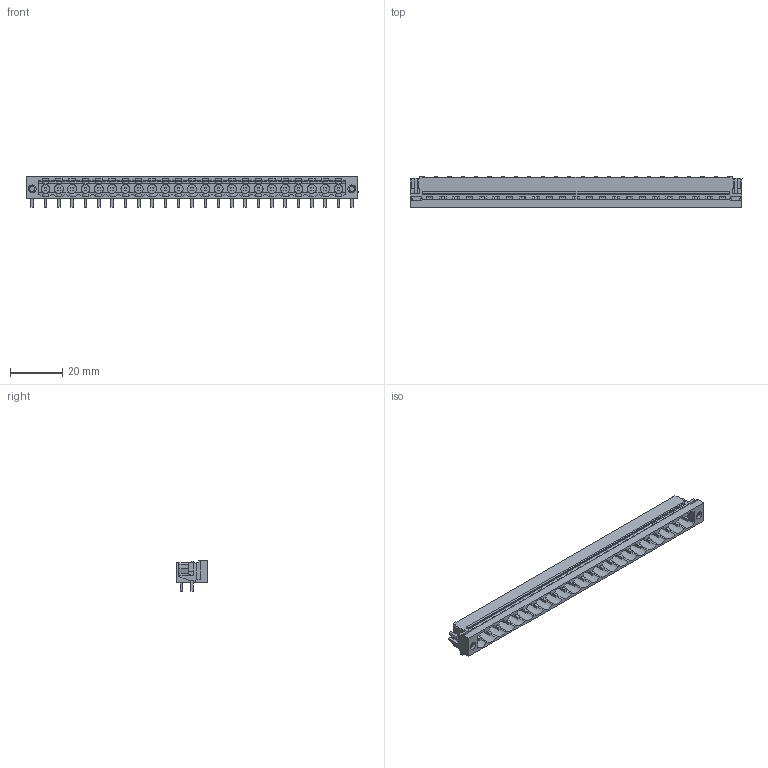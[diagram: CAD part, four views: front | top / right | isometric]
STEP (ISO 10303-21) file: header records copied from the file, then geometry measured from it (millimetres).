
FILE_DESCRIPTION(('CATIA V5R22 STEP214','CAx-IF Rec.Pracs.--- Model Styling and Organization---1.4--- 2014-01-23'),'2;1');
FILE_NAME ('D1456074_1_1780640000_1780640000.stp','2023-05-11T06:54:40+00:00',('none'),('Weidmueller'),'CATIA Version 5-6 Release 2016 SP3 HF44','CATIA V5 STEP AP214','none');
FILE_SCHEMA(('AUTOMOTIVE_DESIGN { 1 0 10303 214 1 1 1 1 }'));
Length unit declared in the file: millimetre
Products named in the file (1): 1780640000
Bounding box: 126.64 x 12 x 11.63 mm (x, y, z)
Volume: 4867.8 mm3; surface area: 11134.1 mm2
Topology: 28 solids, 28 shells, 1427 faces, 4344 edges, 2862 vertices
Faces by surface type: plane 1137, cylinder 234, extrusion 48, cone 8
Entity records: 45948 total; most frequent: CARTESIAN_POINT 10844, ORIENTED_EDGE 8688, DIRECTION 5113, EDGE_CURVE 4344, VECTOR 3251, LINE 3203, VERTEX_POINT 2862, EDGE_LOOP 1512
